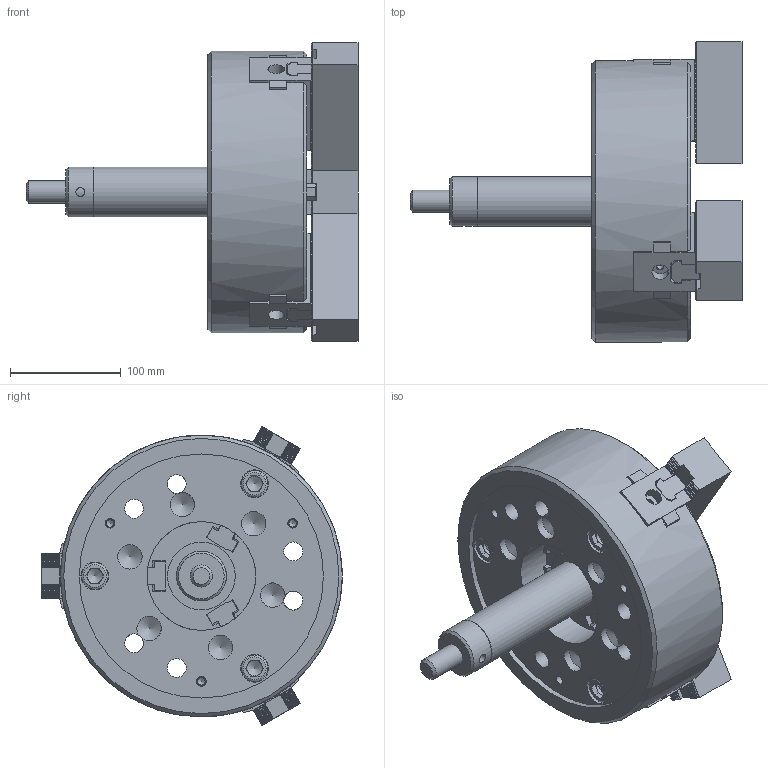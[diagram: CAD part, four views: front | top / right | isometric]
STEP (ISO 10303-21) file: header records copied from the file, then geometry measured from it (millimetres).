
FILE_DESCRIPTION(/* description */ ('Unknown'),/* implementation_level */ '2;1');
FILE_NAME(/* name */ 'NL10-Solid',/* time_stamp */ '2019-08-15T11:22:34+01:00',/* author */ ('Unknown'),/* organization */ ('Unknown'),/* preprocessor_version */ 'ST-DEVELOPER v16.7',/* originating_system */ 'DEX',/* authorisation */ $);
FILE_SCHEMA (('AUTOMOTIVE_DESIGN {1 0 10303 214 3 1 1}'));
Products named in the file (1): NL10_ASSY
Bounding box: 299.2 x 270.9 x 269.24 mm (x, y, z)
Volume: 4507064.6 mm3; surface area: 599649 mm2
Topology: 27 solids, 27 shells, 3082 faces, 8782 edges, 5796 vertices
Faces by surface type: plane 2832, cylinder 144, cone 106
Full cylindrical faces by diameter (mm): 4.2 x3, 5 x13, 5.5 x3, 6 x3, 6.8 x3, 8 x4, 8.5 x3, 9.5 x3, 12 x12, 13 x6, 14 x3, 15 x3, 16 x6, 17 x9, 18 x6, 19 x6, 20 x3, 20.5 x1, 22 x3, 24 x3, 25 x9, 27 x1, 28 x1, 34 x1, 45 x3, 46 x1, 61 x1, 98 x1, 220 x1, 254 x1
Entity records: 97302 total; most frequent: CARTESIAN_POINT 17446, ORIENTED_EDGE 17024, DIRECTION 15161, EDGE_CURVE 8512, LINE 8001, VECTOR 8001, VERTEX_POINT 5770, AXIS2_PLACEMENT_3D 3580
